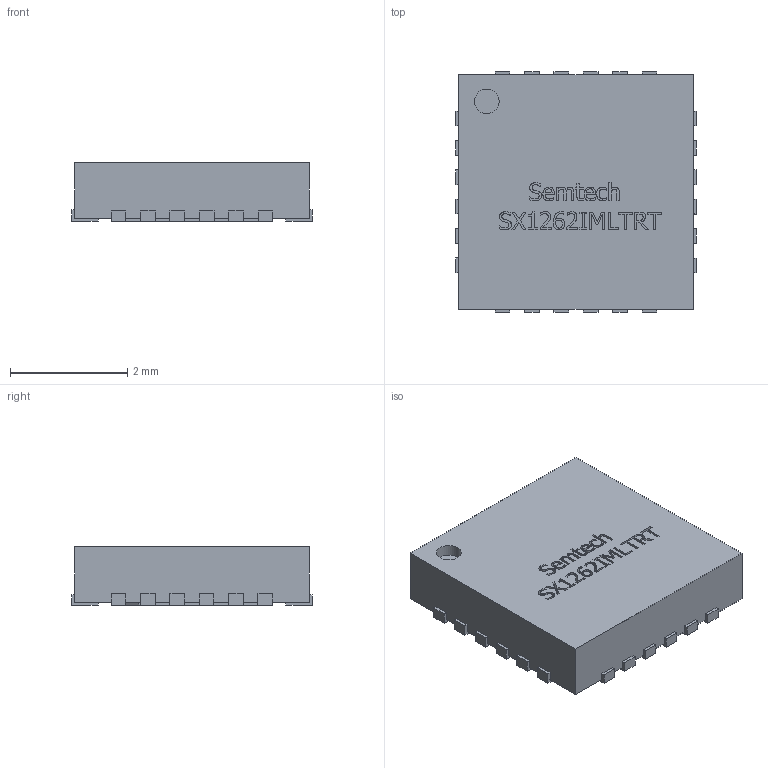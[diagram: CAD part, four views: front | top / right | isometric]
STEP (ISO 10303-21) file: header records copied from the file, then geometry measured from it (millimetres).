
FILE_DESCRIPTION( ( '' ), ' ' );
FILE_NAME( '5b20938f649aef0e9db8691c.step', '2018-06-13T03:46:24', ( '' ), ( '' ), ' ', ' ', ' ' );
FILE_SCHEMA( ( 'AUTOMOTIVE_DESIGN { 1 0 10303 214 1 1 1 1 }' ) );
Length unit declared in the file: metre
Products named in the file (26): Open CASCADE STEP translator 6.8 2; Open CASCADE STEP translator 6.8 1
Bounding box: 4.1 x 4.1 x 1 mm (x, y, z)
Volume: 15.6 mm3; surface area: 73.9 mm2
Topology: 26 solids, 26 shells, 519 faces, 1329 edges, 886 vertices
Faces by surface type: plane 383, extrusion 89, cylinder 42, bspline 5
Full cylindrical faces by diameter (mm): 0.422 x1
Entity records: 27457 total; most frequent: CARTESIAN_POINT 4219, ORIENTED_EDGE 2656, DIRECTION 2149, STYLED_ITEM 1847, PRESENTATION_STYLE_ASSIGNMENT 1847, COLOUR_RGB 1847, EDGE_CURVE 1328, CURVE_STYLE 1328
